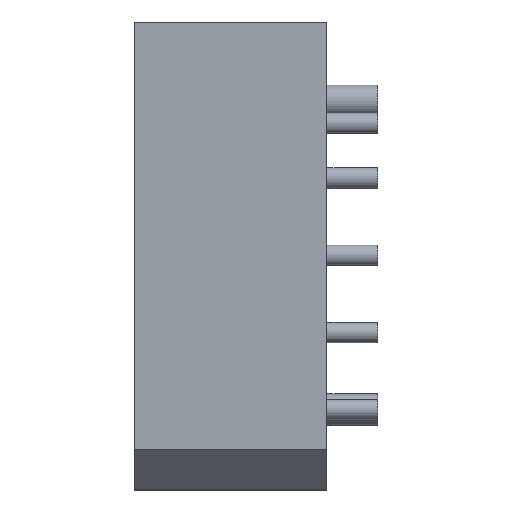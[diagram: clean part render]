
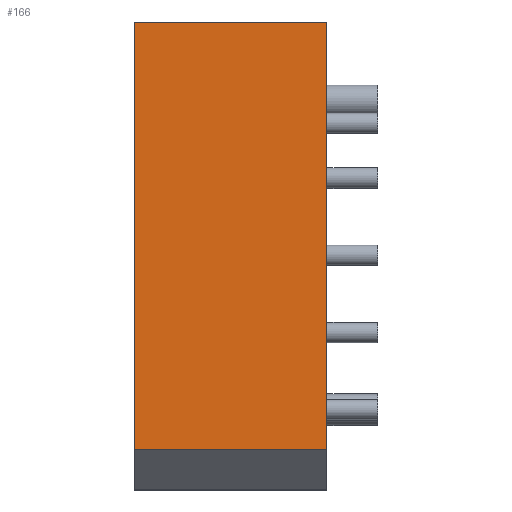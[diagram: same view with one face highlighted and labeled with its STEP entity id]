
A CAD part, left-side view. The second image highlights one B-rep face of the part: STEP entity #166.
In plain terms, the highlighted planar face has unit normal (-1, 0, 0).
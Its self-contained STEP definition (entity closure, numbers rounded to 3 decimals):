
#28 = ORIENTED_EDGE ( 'NONE', *, *, #606, .T. ) ;
#141 = LINE ( 'NONE', #755, #468 ) ;
#161 = DIRECTION ( 'NONE',  ( 0., 0., -1. ) ) ;
#166 = ADVANCED_FACE ( 'NONE', ( #568 ), #848, .F. ) ;
#220 = CARTESIAN_POINT ( 'NONE',  ( -33.1, 9.5, 0. ) ) ;
#229 = CARTESIAN_POINT ( 'NONE',  ( -33.1, 9.5, 0. ) ) ;
#239 = VECTOR ( 'NONE', #399, 1000. ) ;
#253 = VECTOR ( 'NONE', #541, 1000. ) ;
#310 = AXIS2_PLACEMENT_3D ( 'NONE', #220, #853, #161 ) ;
#347 = VERTEX_POINT ( 'NONE', #618 ) ;
#355 = EDGE_CURVE ( 'NONE', #347, #509, #615, .T. ) ;
#395 = EDGE_CURVE ( 'NONE', #573, #509, #141, .T. ) ;
#399 = DIRECTION ( 'NONE',  ( 0., -1., 0. ) ) ;
#433 = CARTESIAN_POINT ( 'NONE',  ( -33.1, 0., 0. ) ) ;
#436 = EDGE_LOOP ( 'NONE', ( #828, #693, #491, #28 ) ) ;
#437 = LINE ( 'NONE', #229, #871 ) ;
#468 = VECTOR ( 'NONE', #696, 1000. ) ;
#491 = ORIENTED_EDGE ( 'NONE', *, *, #537, .F. ) ;
#509 = VERTEX_POINT ( 'NONE', #433 ) ;
#537 = EDGE_CURVE ( 'NONE', #652, #573, #437, .T. ) ;
#541 = DIRECTION ( 'NONE',  ( 0., 0., 1. ) ) ;
#560 = CARTESIAN_POINT ( 'NONE',  ( -33.1, 0., 0. ) ) ;
#568 = FACE_OUTER_BOUND ( 'NONE', #436, .T. ) ;
#573 = VERTEX_POINT ( 'NONE', #815 ) ;
#600 = DIRECTION ( 'NONE',  ( 0., 0., 1. ) ) ;
#606 = EDGE_CURVE ( 'NONE', #652, #347, #727, .T. ) ;
#615 = LINE ( 'NONE', #560, #253 ) ;
#618 = CARTESIAN_POINT ( 'NONE',  ( -33.1, 0., -21.1 ) ) ;
#652 = VERTEX_POINT ( 'NONE', #731 ) ;
#669 = CARTESIAN_POINT ( 'NONE',  ( -33.1, 9.5, -21.1 ) ) ;
#693 = ORIENTED_EDGE ( 'NONE', *, *, #395, .F. ) ;
#696 = DIRECTION ( 'NONE',  ( 0., -1., 0. ) ) ;
#727 = LINE ( 'NONE', #669, #239 ) ;
#731 = CARTESIAN_POINT ( 'NONE',  ( -33.1, 9.5, -21.1 ) ) ;
#755 = CARTESIAN_POINT ( 'NONE',  ( -33.1, 9.5, 0. ) ) ;
#815 = CARTESIAN_POINT ( 'NONE',  ( -33.1, 9.5, 0. ) ) ;
#828 = ORIENTED_EDGE ( 'NONE', *, *, #355, .T. ) ;
#848 = PLANE ( 'NONE',  #310 ) ;
#853 = DIRECTION ( 'NONE',  ( 1., 0., 0. ) ) ;
#871 = VECTOR ( 'NONE', #600, 1000. ) ;
